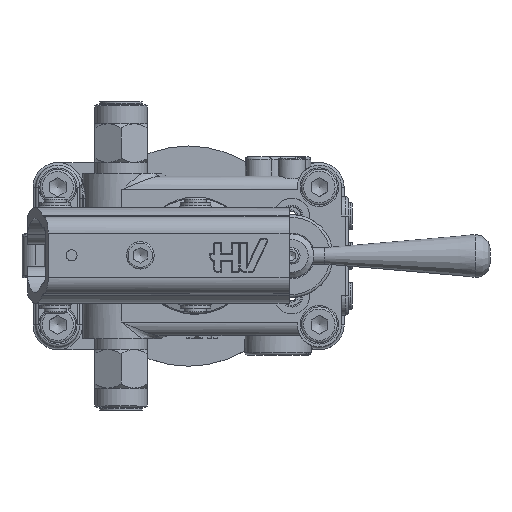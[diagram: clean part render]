
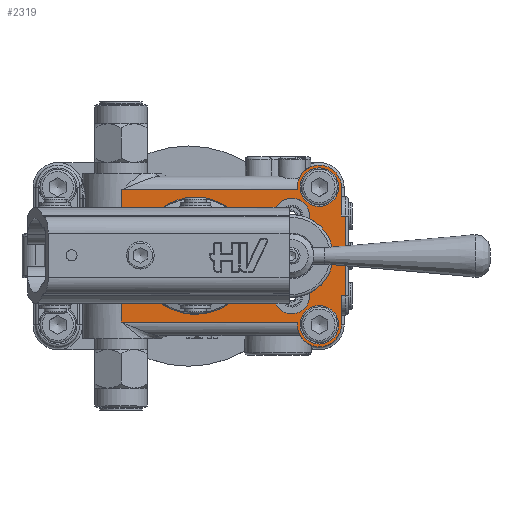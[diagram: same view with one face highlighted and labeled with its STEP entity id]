
A CAD part, top view. The second image highlights one B-rep face of the part: STEP entity #2319.
In plain terms, the highlighted planar face has unit normal (0, 0, 1).
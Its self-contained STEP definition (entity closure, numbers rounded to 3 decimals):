
#1576=CARTESIAN_POINT('',(87.57,47.552,43.));
#1577=VERTEX_POINT('',#1576);
#1578=CARTESIAN_POINT('',(100.43,47.552,43.));
#1579=VERTEX_POINT('',#1578);
#1605=CARTESIAN_POINT('',(100.43,20.448,43.));
#1606=VERTEX_POINT('',#1605);
#1614=CARTESIAN_POINT('',(87.57,20.448,43.));
#1615=VERTEX_POINT('',#1614);
#1831=CARTESIAN_POINT('',(94.,19.5,43.));
#1832=DIRECTION('',(0.0,0.0,-1.0));
#1833=DIRECTION('',(1.0,0.0,0.0));
#1834=AXIS2_PLACEMENT_3D('',#1831,#1832,#1833);
#1835=CIRCLE('',#1834,6.5);
#1836=EDGE_CURVE('',#1606,#1615,#1835,.T.);
#1933=CARTESIAN_POINT('',(94.,48.5,43.));
#1934=DIRECTION('',(0.0,0.0,-1.0));
#1935=DIRECTION('',(1.0,0.0,0.0));
#1936=AXIS2_PLACEMENT_3D('',#1933,#1934,#1935);
#1937=CIRCLE('',#1936,6.5);
#1938=EDGE_CURVE('',#1577,#1579,#1937,.T.);
#2110=CARTESIAN_POINT('',(104.,34.,43.));
#2111=DIRECTION('',(0.0,0.0,1.0));
#2112=DIRECTION('',(1.0,0.0,0.0));
#2113=AXIS2_PLACEMENT_3D('',#2110,#2111,#2112);
#2114=PLANE('',#2113);
#2115=CARTESIAN_POINT('',(113.5,48.5,43.));
#2116=VERTEX_POINT('',#2115);
#2117=CARTESIAN_POINT('',(113.5,19.5,43.));
#2118=VERTEX_POINT('',#2117);
#2119=CARTESIAN_POINT('',(113.5,48.5,43.));
#2120=DIRECTION('',(0.0,-1.0,0.0));
#2121=VECTOR('',#2120,29.);
#2122=LINE('',#2119,#2121);
#2123=EDGE_CURVE('',#2116,#2118,#2122,.T.);
#2124=ORIENTED_EDGE('',*,*,#2123,.F.);
#2125=CARTESIAN_POINT('',(112.,48.5,43.));
#2126=VERTEX_POINT('',#2125);
#2127=CARTESIAN_POINT('',(112.,48.5,43.));
#2128=DIRECTION('',(1.0,0.0,0.0));
#2129=VECTOR('',#2128,1.5);
#2130=LINE('',#2127,#2129);
#2131=EDGE_CURVE('',#2126,#2116,#2130,.T.);
#2132=ORIENTED_EDGE('',*,*,#2131,.F.);
#2133=CARTESIAN_POINT('',(112.0,59.,43.));
#2134=VERTEX_POINT('',#2133);
#2135=CARTESIAN_POINT('',(112.0,59.,43.));
#2136=DIRECTION('',(0.0,-1.0,0.0));
#2137=VECTOR('',#2136,10.5);
#2138=LINE('',#2135,#2137);
#2139=EDGE_CURVE('',#2134,#2126,#2138,.T.);
#2140=ORIENTED_EDGE('',*,*,#2139,.F.);
#2141=CARTESIAN_POINT('',(96.,59.,43.));
#2142=VERTEX_POINT('',#2141);
#2143=CARTESIAN_POINT('',(104.,59.,43.));
#2144=DIRECTION('',(0.0,0.0,-1.0));
#2145=DIRECTION('',(1.0,0.0,0.0));
#2146=AXIS2_PLACEMENT_3D('',#2143,#2144,#2145);
#2147=CIRCLE('',#2146,8.0);
#2148=EDGE_CURVE('',#2142,#2134,#2147,.T.);
#2149=ORIENTED_EDGE('',*,*,#2148,.F.);
#2150=CARTESIAN_POINT('',(96.,58.,43.));
#2151=VERTEX_POINT('',#2150);
#2152=CARTESIAN_POINT('',(96.,58.,43.));
#2153=DIRECTION('',(0.0,1.0,0.0));
#2154=VECTOR('',#2153,1.);
#2155=LINE('',#2152,#2154);
#2156=EDGE_CURVE('',#2151,#2142,#2155,.T.);
#2157=ORIENTED_EDGE('',*,*,#2156,.F.);
#2158=CARTESIAN_POINT('',(32.,58.,43.));
#2159=VERTEX_POINT('',#2158);
#2160=CARTESIAN_POINT('',(96.,58.,43.));
#2161=DIRECTION('',(-1.0,0.0,0.0));
#2162=VECTOR('',#2161,64.);
#2163=LINE('',#2160,#2162);
#2164=EDGE_CURVE('',#2151,#2159,#2163,.T.);
#2165=ORIENTED_EDGE('',*,*,#2164,.T.);
#2166=CARTESIAN_POINT('',(32.,44.122,43.));
#2167=VERTEX_POINT('',#2166);
#2168=CARTESIAN_POINT('',(32.0,44.122,43.0));
#2169=DIRECTION('',(0.0,1.0,0.0));
#2170=VECTOR('',#2169,13.878);
#2171=LINE('',#2168,#2170);
#2172=EDGE_CURVE('',#2167,#2159,#2171,.T.);
#2173=ORIENTED_EDGE('',*,*,#2172,.F.);
#2174=CARTESIAN_POINT('',(33.732,41.0,43.));
#2175=VERTEX_POINT('',#2174);
#2176=CARTESIAN_POINT('',(33.732,41.0,43.));
#2177=CARTESIAN_POINT('',(33.732,41.528,43.));
#2178=CARTESIAN_POINT('',(33.438,42.767,43.));
#2179=CARTESIAN_POINT('',(32.582,43.719,43.));
#2180=CARTESIAN_POINT('',(32.,44.122,43.));
#2181=B_SPLINE_CURVE_WITH_KNOTS('',3,(#2176,#2177,#2178,#2179,#2180),.UNSPECIFIED.,.F.,.U.,(4,1,4),(2.696,2.855,3.066),.UNSPECIFIED.);
#2182=EDGE_CURVE('',#2175,#2167,#2181,.T.);
#2183=ORIENTED_EDGE('',*,*,#2182,.F.);
#2184=CARTESIAN_POINT('',(33.732,27.,43.));
#2185=VERTEX_POINT('',#2184);
#2186=CARTESIAN_POINT('',(33.732,27.,43.));
#2187=DIRECTION('',(0.0,1.0,0.0));
#2188=VECTOR('',#2187,14.);
#2189=LINE('',#2186,#2188);
#2190=EDGE_CURVE('',#2185,#2175,#2189,.T.);
#2191=ORIENTED_EDGE('',*,*,#2190,.F.);
#2192=CARTESIAN_POINT('',(32.,23.878,43.));
#2193=VERTEX_POINT('',#2192);
#2194=CARTESIAN_POINT('',(32.,23.878,43.));
#2195=CARTESIAN_POINT('',(32.433,24.178,43.));
#2196=CARTESIAN_POINT('',(33.336,25.067,43.));
#2197=CARTESIAN_POINT('',(33.732,26.29,43.0));
#2198=CARTESIAN_POINT('',(33.732,27.,43.));
#2199=B_SPLINE_CURVE_WITH_KNOTS('',3,(#2194,#2195,#2196,#2197,#2198),.UNSPECIFIED.,.F.,.U.,(4,1,4),(2.696,2.854,3.065),.UNSPECIFIED.);
#2200=EDGE_CURVE('',#2193,#2185,#2199,.T.);
#2201=ORIENTED_EDGE('',*,*,#2200,.F.);
#2202=CARTESIAN_POINT('',(32.,10.0,43.));
#2203=VERTEX_POINT('',#2202);
#2204=CARTESIAN_POINT('',(32.0,10.,43.0));
#2205=DIRECTION('',(0.0,1.0,0.0));
#2206=VECTOR('',#2205,13.878);
#2207=LINE('',#2204,#2206);
#2208=EDGE_CURVE('',#2203,#2193,#2207,.T.);
#2209=ORIENTED_EDGE('',*,*,#2208,.F.);
#2210=CARTESIAN_POINT('',(96.0,10.0,43.));
#2211=VERTEX_POINT('',#2210);
#2212=CARTESIAN_POINT('',(96.0,10.0,43.));
#2213=DIRECTION('',(-1.0,0.0,0.0));
#2214=VECTOR('',#2213,64.);
#2215=LINE('',#2212,#2214);
#2216=EDGE_CURVE('',#2211,#2203,#2215,.T.);
#2217=ORIENTED_EDGE('',*,*,#2216,.F.);
#2218=CARTESIAN_POINT('',(96.0,9.,43.));
#2219=VERTEX_POINT('',#2218);
#2220=CARTESIAN_POINT('',(96.,9.,43.));
#2221=DIRECTION('',(0.0,1.0,0.0));
#2222=VECTOR('',#2221,1.);
#2223=LINE('',#2220,#2222);
#2224=EDGE_CURVE('',#2219,#2211,#2223,.T.);
#2225=ORIENTED_EDGE('',*,*,#2224,.F.);
#2226=CARTESIAN_POINT('',(112.,9.,43.));
#2227=VERTEX_POINT('',#2226);
#2228=CARTESIAN_POINT('',(104.0,9.,43.));
#2229=DIRECTION('',(0.0,0.0,-1.0));
#2230=DIRECTION('',(-1.0,0.0,0.0));
#2231=AXIS2_PLACEMENT_3D('',#2228,#2229,#2230);
#2232=CIRCLE('',#2231,8.0);
#2233=EDGE_CURVE('',#2227,#2219,#2232,.T.);
#2234=ORIENTED_EDGE('',*,*,#2233,.F.);
#2235=CARTESIAN_POINT('',(112.0,19.5,43.));
#2236=VERTEX_POINT('',#2235);
#2237=CARTESIAN_POINT('',(112.,19.5,43.));
#2238=DIRECTION('',(0.0,-1.0,0.0));
#2239=VECTOR('',#2238,10.5);
#2240=LINE('',#2237,#2239);
#2241=EDGE_CURVE('',#2236,#2227,#2240,.T.);
#2242=ORIENTED_EDGE('',*,*,#2241,.F.);
#2243=CARTESIAN_POINT('',(112.0,19.5,43.));
#2244=DIRECTION('',(1.0,0.0,0.0));
#2245=VECTOR('',#2244,1.5);
#2246=LINE('',#2243,#2245);
#2247=EDGE_CURVE('',#2236,#2118,#2246,.T.);
#2248=ORIENTED_EDGE('',*,*,#2247,.T.);
#2249=EDGE_LOOP('',(#2124,#2132,#2140,#2149,#2157,#2165,#2173,#2183,#2191,#2201,#2209,#2217,#2225,#2234,#2242,#2248));
#2250=FACE_OUTER_BOUND('',#2249,.T.);
#2251=CARTESIAN_POINT('',(41.346,28.464,43.));
#2252=VERTEX_POINT('',#2251);
#2253=CARTESIAN_POINT('',(59.,34.0,43.));
#2254=DIRECTION('',(0.0,0.0,1.0));
#2255=DIRECTION('',(1.0,0.0,0.0));
#2256=AXIS2_PLACEMENT_3D('',#2253,#2254,#2255);
#2257=CIRCLE('',#2256,18.502);
#2258=EDGE_CURVE('',#2252,#2252,#2257,.T.);
#2259=ORIENTED_EDGE('',*,*,#2258,.F.);
#2260=EDGE_LOOP('',(#2259));
#2261=FACE_BOUND('',#2260,.T.);
#2262=CARTESIAN_POINT('',(111.,59.,43.));
#2263=VERTEX_POINT('',#2262);
#2264=CARTESIAN_POINT('',(104.,59.,43.));
#2265=DIRECTION('',(0.0,0.0,-1.0));
#2266=DIRECTION('',(1.0,0.0,0.0));
#2267=AXIS2_PLACEMENT_3D('',#2264,#2265,#2266);
#2268=CIRCLE('',#2267,7.);
#2269=EDGE_CURVE('',#2263,#2263,#2268,.T.);
#2270=ORIENTED_EDGE('',*,*,#2269,.T.);
#2271=EDGE_LOOP('',(#2270));
#2272=FACE_BOUND('',#2271,.T.);
#2273=CARTESIAN_POINT('',(111.0,9.,43.));
#2274=VERTEX_POINT('',#2273);
#2275=CARTESIAN_POINT('',(104.0,9.,43.));
#2276=DIRECTION('',(0.0,0.0,-1.0));
#2277=DIRECTION('',(1.0,0.0,0.0));
#2278=AXIS2_PLACEMENT_3D('',#2275,#2276,#2277);
#2279=CIRCLE('',#2278,7.);
#2280=EDGE_CURVE('',#2274,#2274,#2279,.T.);
#2281=ORIENTED_EDGE('',*,*,#2280,.T.);
#2282=EDGE_LOOP('',(#2281));
#2283=FACE_BOUND('',#2282,.T.);
#2284=ORIENTED_EDGE('',*,*,#1938,.T.);
#2285=CARTESIAN_POINT('',(94.,34.0,43.));
#2286=DIRECTION('',(0.0,0.0,-1.0));
#2287=DIRECTION('',(-1.0,0.0,0.0));
#2288=AXIS2_PLACEMENT_3D('',#2285,#2286,#2287);
#2289=CIRCLE('',#2288,15.0);
#2290=EDGE_CURVE('',#1579,#1606,#2289,.T.);
#2291=ORIENTED_EDGE('',*,*,#2290,.T.);
#2292=ORIENTED_EDGE('',*,*,#1836,.T.);
#2293=CARTESIAN_POINT('',(83.0,23.802,43.));
#2294=VERTEX_POINT('',#2293);
#2295=CARTESIAN_POINT('',(94.,34.0,43.));
#2296=DIRECTION('',(0.0,0.0,-1.0));
#2297=DIRECTION('',(-1.0,0.0,0.0));
#2298=AXIS2_PLACEMENT_3D('',#2295,#2296,#2297);
#2299=CIRCLE('',#2298,15.0);
#2300=EDGE_CURVE('',#1615,#2294,#2299,.T.);
#2301=ORIENTED_EDGE('',*,*,#2300,.T.);
#2302=CARTESIAN_POINT('',(83.0,44.198,43.));
#2303=VERTEX_POINT('',#2302);
#2304=CARTESIAN_POINT('',(83.0,23.802,43.));
#2305=DIRECTION('',(0.0,1.0,0.0));
#2306=VECTOR('',#2305,20.396);
#2307=LINE('',#2304,#2306);
#2308=EDGE_CURVE('',#2294,#2303,#2307,.T.);
#2309=ORIENTED_EDGE('',*,*,#2308,.T.);
#2310=CARTESIAN_POINT('',(94.,34.0,43.));
#2311=DIRECTION('',(0.0,0.0,-1.0));
#2312=DIRECTION('',(-1.0,0.0,0.0));
#2313=AXIS2_PLACEMENT_3D('',#2310,#2311,#2312);
#2314=CIRCLE('',#2313,15.0);
#2315=EDGE_CURVE('',#2303,#1577,#2314,.T.);
#2316=ORIENTED_EDGE('',*,*,#2315,.T.);
#2317=EDGE_LOOP('',(#2284,#2291,#2292,#2301,#2309,#2316));
#2318=FACE_BOUND('',#2317,.T.);
#2319=ADVANCED_FACE('',(#2250,#2261,#2272,#2283,#2318),#2114,.T.);
